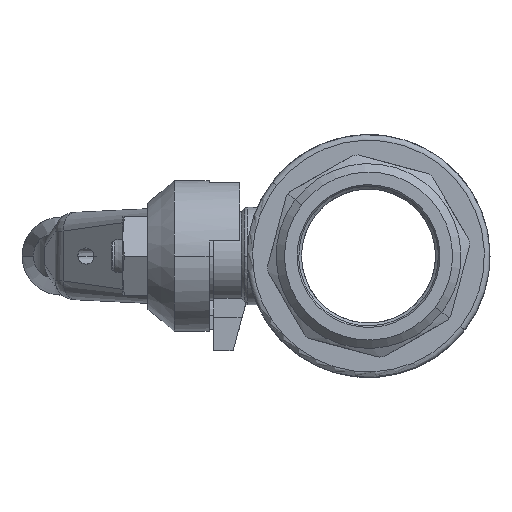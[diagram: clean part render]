
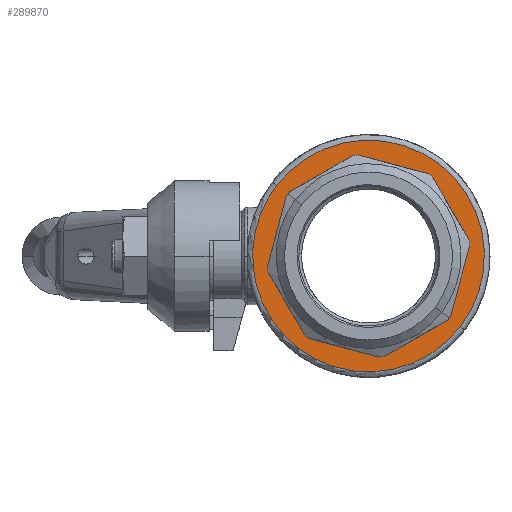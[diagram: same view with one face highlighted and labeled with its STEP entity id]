
A CAD part, left-side view. The second image highlights one B-rep face of the part: STEP entity #289870.
In plain terms, the highlighted face is planar.
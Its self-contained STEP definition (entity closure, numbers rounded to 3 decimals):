
#100=CARTESIAN_POINT('',(20.,-14.13,11.471));
#110=VERTEX_POINT('',#100);
#160=CARTESIAN_POINT('',(20.,-14.6,11.2));
#170=DIRECTION('',(0.,0.866,
0.5));
#180=VECTOR('',#170,1.);
#190=LINE('',#160,#180);
#200=CARTESIAN_POINT('',(20.,-2.874,17.972));
#210=VERTEX_POINT('',#200);
#220=EDGE_CURVE('',#110,#210,#190,.T.);
#280010=CARTESIAN_POINT('',(20.,-17.972,-2.874));
#280020=VERTEX_POINT('',#280010);
#280070=CARTESIAN_POINT('',(20.,0.,
0.));
#280080=DIRECTION('',(1.,0.,0.));
#280090=DIRECTION('',(0.,-0.793,
0.609));
#280100=AXIS2_PLACEMENT_3D('',#280070,#280080,#280090);
#280110=CIRCLE('',#280100,18.2);
#280120=CARTESIAN_POINT('',(20.,-18.103,-1.88));
#280130=VERTEX_POINT('',#280120);
#280140=EDGE_CURVE('',#280130,#280020,#280110,.T.);
#281030=CARTESIAN_POINT('',(20.,-14.6,11.2));
#281040=DIRECTION('',(0.,0.259,
0.966));
#281050=VECTOR('',#281040,1.);
#281060=LINE('',#281030,#281050);
#281070=CARTESIAN_POINT('',(20.,-14.74,10.676));
#281080=VERTEX_POINT('',#281070);
#281090=EDGE_CURVE('',#280130,#281080,#281060,.T.);
#288510=CARTESIAN_POINT('',(20.,-0.594,-18.374));
#288520=DIRECTION('',(1.,0.,0.));
#288530=DIRECTION('',(0.,-0.793,
0.609));
#288540=AXIS2_PLACEMENT_3D('',#288510,#288520,#288530);
#288550=PLANE('',#288540);
#288560=CARTESIAN_POINT('',(20.,0.,
0.));
#288570=DIRECTION('',(-1.,0.,0.));
#288580=DIRECTION('',(0.,-0.793,
0.609));
#288590=AXIS2_PLACEMENT_3D('',#288560,#288570,#288580);
#288600=CIRCLE('',#288590,20.75);
#288610=CARTESIAN_POINT('',(20.,19.121,8.059));
#288620=VERTEX_POINT('',#288610);
#288630=CARTESIAN_POINT('',(20.,16.464,-12.629));
#288640=VERTEX_POINT('',#288630);
#288650=EDGE_CURVE('',#288620,#288640,#288600,.T.);
#288660=ORIENTED_EDGE('',*,*,#288650,.F.);
#288670=CARTESIAN_POINT('',(20.,-16.464,12.629));
#288680=VERTEX_POINT('',#288670);
#288690=EDGE_CURVE('',#288640,#288680,#288600,.T.);
#288700=ORIENTED_EDGE('',*,*,#288690,.F.);
#288710=EDGE_CURVE('',#288680,#288620,#288600,.T.);
#288720=ORIENTED_EDGE('',*,*,#288710,.F.);
#288730=EDGE_LOOP('',(#288720,#288700,#288660));
#288740=FACE_OUTER_BOUND('',#288730,.T.);
#288750=ORIENTED_EDGE('',*,*,#220,.T.);
#288760=CARTESIAN_POINT('',(20.,0.,
0.));
#288770=DIRECTION('',(1.,0.,0.));
#288780=DIRECTION('',(0.,-0.793,
0.609));
#288790=AXIS2_PLACEMENT_3D('',#288760,#288770,#288780);
#288800=CIRCLE('',#288790,18.2);
#288810=EDGE_CURVE('',#110,#281080,#288800,.T.);
#288820=ORIENTED_EDGE('',*,*,#288810,.F.);
#288830=ORIENTED_EDGE('',*,*,#281090,.T.);
#288840=ORIENTED_EDGE('',*,*,#280140,.F.);
#288850=CARTESIAN_POINT('',(20.,-11.2,-14.6));
#288860=DIRECTION('',(0.,-0.5,
0.866));
#288870=VECTOR('',#288860,1.);
#288880=LINE('',#288850,#288870);
#288890=CARTESIAN_POINT('',(20.,-11.471,-14.13));
#288900=VERTEX_POINT('',#288890);
#288910=EDGE_CURVE('',#288900,#280020,#288880,.T.);
#288920=ORIENTED_EDGE('',*,*,#288910,.T.);
#288930=CARTESIAN_POINT('',(20.,0.,
0.));
#288940=DIRECTION('',(1.,0.,0.));
#288950=DIRECTION('',(0.,-0.793,
0.609));
#288960=AXIS2_PLACEMENT_3D('',#288930,#288940,#288950);
#288970=CIRCLE('',#288960,18.2);
#288980=CARTESIAN_POINT('',(20.,-10.676,-14.74));
#288990=VERTEX_POINT('',#288980);
#289000=EDGE_CURVE('',#288900,#288990,#288970,.T.);
#289010=ORIENTED_EDGE('',*,*,#289000,.F.);
#289020=CARTESIAN_POINT('',(20.,-11.2,-14.6));
#289030=DIRECTION('',(0.,-0.966,
0.259));
#289040=VECTOR('',#289030,1.);
#289050=LINE('',#289020,#289040);
#289060=CARTESIAN_POINT('',(20.,1.88,-18.103));
#289070=VERTEX_POINT('',#289060);
#289080=EDGE_CURVE('',#289070,#288990,#289050,.T.);
#289090=ORIENTED_EDGE('',*,*,#289080,.T.);
#289100=CARTESIAN_POINT('',(20.,0.,
0.));
#289110=DIRECTION('',(1.,0.,0.));
#289120=DIRECTION('',(0.,-0.793,
0.609));
#289130=AXIS2_PLACEMENT_3D('',#289100,#289110,#289120);
#289140=CIRCLE('',#289130,18.2);
#289150=CARTESIAN_POINT('',(20.,2.874,-17.972));
#289160=VERTEX_POINT('',#289150);
#289170=EDGE_CURVE('',#289070,#289160,#289140,.T.);
#289180=ORIENTED_EDGE('',*,*,#289170,.F.);
#289190=CARTESIAN_POINT('',(20.,14.6,-11.2));
#289200=DIRECTION('',(0.,-0.866,
-0.5));
#289210=VECTOR('',#289200,1.);
#289220=LINE('',#289190,#289210);
#289230=CARTESIAN_POINT('',(20.,14.13,-11.471));
#289240=VERTEX_POINT('',#289230);
#289250=EDGE_CURVE('',#289240,#289160,#289220,.T.);
#289260=ORIENTED_EDGE('',*,*,#289250,.T.);
#289270=CARTESIAN_POINT('',(20.,0.,
0.));
#289280=DIRECTION('',(1.,0.,0.));
#289290=DIRECTION('',(0.,-0.793,
0.609));
#289300=AXIS2_PLACEMENT_3D('',#289270,#289280,#289290);
#289310=CIRCLE('',#289300,18.2);
#289320=CARTESIAN_POINT('',(20.,14.74,-10.676));
#289330=VERTEX_POINT('',#289320);
#289340=EDGE_CURVE('',#289240,#289330,#289310,.T.);
#289350=ORIENTED_EDGE('',*,*,#289340,.F.);
#289360=CARTESIAN_POINT('',(20.,14.6,-11.2));
#289370=DIRECTION('',(0.,-0.259,
-0.966));
#289380=VECTOR('',#289370,1.);
#289390=LINE('',#289360,#289380);
#289400=CARTESIAN_POINT('',(20.,18.103,1.88));
#289410=VERTEX_POINT('',#289400);
#289420=EDGE_CURVE('',#289410,#289330,#289390,.T.);
#289430=ORIENTED_EDGE('',*,*,#289420,.T.);
#289440=CARTESIAN_POINT('',(20.,0.,
0.));
#289450=DIRECTION('',(1.,0.,0.));
#289460=DIRECTION('',(0.,-0.793,
0.609));
#289470=AXIS2_PLACEMENT_3D('',#289440,#289450,#289460);
#289480=CIRCLE('',#289470,18.2);
#289490=CARTESIAN_POINT('',(20.,17.972,2.874));
#289500=VERTEX_POINT('',#289490);
#289510=EDGE_CURVE('',#289410,#289500,#289480,.T.);
#289520=ORIENTED_EDGE('',*,*,#289510,.F.);
#289530=CARTESIAN_POINT('',(20.,11.2,14.6));
#289540=DIRECTION('',(0.,0.5,
-0.866));
#289550=VECTOR('',#289540,1.);
#289560=LINE('',#289530,#289550);
#289570=CARTESIAN_POINT('',(20.,11.471,14.13));
#289580=VERTEX_POINT('',#289570);
#289590=EDGE_CURVE('',#289580,#289500,#289560,.T.);
#289600=ORIENTED_EDGE('',*,*,#289590,.T.);
#289610=CARTESIAN_POINT('',(20.,0.,
0.));
#289620=DIRECTION('',(1.,0.,0.));
#289630=DIRECTION('',(0.,-0.793,
0.609));
#289640=AXIS2_PLACEMENT_3D('',#289610,#289620,#289630);
#289650=CIRCLE('',#289640,18.2);
#289660=CARTESIAN_POINT('',(20.,10.676,14.74));
#289670=VERTEX_POINT('',#289660);
#289680=EDGE_CURVE('',#289580,#289670,#289650,.T.);
#289690=ORIENTED_EDGE('',*,*,#289680,.F.);
#289700=CARTESIAN_POINT('',(20.,11.2,14.6));
#289710=DIRECTION('',(0.,0.966,
-0.259));
#289720=VECTOR('',#289710,1.);
#289730=LINE('',#289700,#289720);
#289740=CARTESIAN_POINT('',(20.,-1.88,18.103));
#289750=VERTEX_POINT('',#289740);
#289760=EDGE_CURVE('',#289750,#289670,#289730,.T.);
#289770=ORIENTED_EDGE('',*,*,#289760,.T.);
#289780=CARTESIAN_POINT('',(20.,0.,
0.));
#289790=DIRECTION('',(1.,0.,0.));
#289800=DIRECTION('',(0.,-0.793,
0.609));
#289810=AXIS2_PLACEMENT_3D('',#289780,#289790,#289800);
#289820=CIRCLE('',#289810,18.2);
#289830=EDGE_CURVE('',#289750,#210,#289820,.T.);
#289840=ORIENTED_EDGE('',*,*,#289830,.F.);
#289850=EDGE_LOOP('',(#289840,#289770,#289690,#289600,#289520,#289430,
#289350,#289260,#289180,#289090,#289010,#288920,#288840,#288830,#288820,
#288750));
#289860=FACE_BOUND('',#289850,.T.);
#289870=ADVANCED_FACE('',(#288740,#289860),#288550,.T.);
